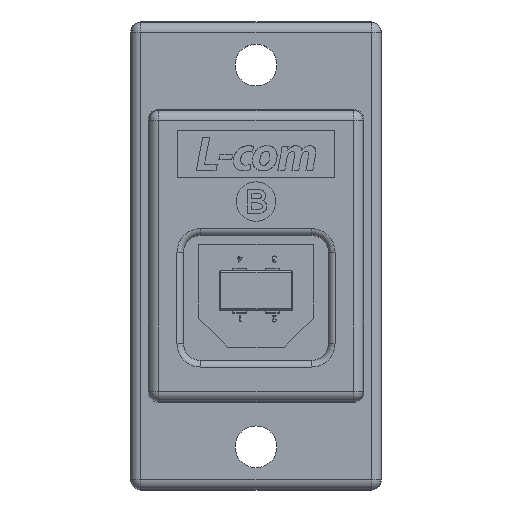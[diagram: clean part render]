
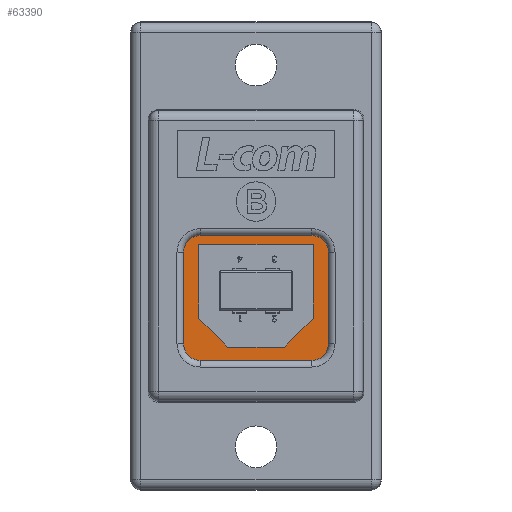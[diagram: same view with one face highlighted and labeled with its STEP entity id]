
A CAD part, top view. The second image highlights one B-rep face of the part: STEP entity #63390.
In plain terms, the highlighted planar face has unit normal (0, 0, 1).
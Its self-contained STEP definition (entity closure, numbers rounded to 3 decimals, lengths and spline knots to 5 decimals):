
#77 = VERTEX_POINT ( 'NONE', #43222 ) ;
#197 = ORIENTED_EDGE ( 'NONE', *, *, #63053, .F. ) ;
#201 = EDGE_CURVE ( 'NONE', #208, #63392, #43624, .T. ) ;
#208 = VERTEX_POINT ( 'NONE', #43714 ) ;
#43222 = CARTESIAN_POINT ( 'NONE',  ( -0.08465, 0.36614, 0.40472 ) ) ;
#43591 = DIRECTION ( 'NONE',  ( 0., -1., 0. ) ) ;
#43593 = VECTOR ( 'NONE', #43591, 39.37008 ) ;
#43616 = CARTESIAN_POINT ( 'NONE',  ( -0.17126, 0.05906, 0.40472 ) ) ;
#43624 = LINE ( 'NONE', #43616, #43593 ) ;
#43714 = CARTESIAN_POINT ( 'NONE',  ( -0.17126, 0.27953, 0.40472 ) ) ;
#53869 = CARTESIAN_POINT ( 'NONE',  ( 0.08465, 0.36614, 0.40472 ) ) ;
#53880 = LINE ( 'NONE', #53869, #53904 ) ;
#53904 = VECTOR ( 'NONE', #54375, 39.37008 ) ;
#54375 = DIRECTION ( 'NONE',  ( -0.707, 0.707, 0. ) ) ;
#55884 = CARTESIAN_POINT ( 'NONE',  ( 0.17126, 0.05906, 0.40472 ) ) ;
#55935 = VECTOR ( 'NONE', #56030, 39.37008 ) ;
#55936 = CARTESIAN_POINT ( 'NONE',  ( -0.08465, 0.36614, 0.40472 ) ) ;
#56023 = DIRECTION ( 'NONE',  ( -0.707, -0.707, 0. ) ) ;
#56024 = VECTOR ( 'NONE', #56023, 39.37008 ) ;
#56025 = CARTESIAN_POINT ( 'NONE',  ( -0.17126, 0.27953, 0.40472 ) ) ;
#56027 = LINE ( 'NONE', #56025, #56024 ) ;
#56030 = DIRECTION ( 'NONE',  ( -1., 0., 0. ) ) ;
#56034 = LINE ( 'NONE', #55936, #55935 ) ;
#56227 = AXIS2_PLACEMENT_3D ( 'NONE', #56247, #56245, #56352 ) ;
#56231 = PLANE ( 'NONE',  #56227 ) ;
#56234 = FACE_OUTER_BOUND ( 'NONE', #62984, .T. ) ;
#56238 = FACE_BOUND ( 'NONE', #62967, .T. ) ;
#56245 = DIRECTION ( 'NONE',  ( 0., 0., -1. ) ) ;
#56247 = CARTESIAN_POINT ( 'NONE',  ( -0.23701, 0.43307, 0.40472 ) ) ;
#56279 = CARTESIAN_POINT ( 'NONE',  ( 0.17126, 0.27953, 0.40472 ) ) ;
#56283 = CARTESIAN_POINT ( 'NONE',  ( -0.17126, 0.05906, 0.40472 ) ) ;
#56334 = VECTOR ( 'NONE', #56338, 39.37008 ) ;
#56338 = DIRECTION ( 'NONE',  ( 0., 1., 0. ) ) ;
#56340 = CARTESIAN_POINT ( 'NONE',  ( 0.17126, 0.27953, 0.40472 ) ) ;
#56350 = LINE ( 'NONE', #56340, #56334 ) ;
#56351 = CARTESIAN_POINT ( 'NONE',  ( 0.08465, 0.36614, 0.40472 ) ) ;
#56352 = DIRECTION ( 'NONE',  ( -1., 0., 0. ) ) ;
#57941 = CARTESIAN_POINT ( 'NONE',  ( -0.23701, 0., 0.40472 ) ) ;
#57947 = LINE ( 'NONE', #57989, #57988 ) ;
#57987 = DIRECTION ( 'NONE',  ( 1., 0., 0. ) ) ;
#57988 = VECTOR ( 'NONE', #57987, 39.37008 ) ;
#57989 = CARTESIAN_POINT ( 'NONE',  ( -0.23701, 0., 0.40472 ) ) ;
#58211 = CARTESIAN_POINT ( 'NONE',  ( 0.23701, 0., 0.40472 ) ) ;
#60548 = DIRECTION ( 'NONE',  ( -1., 0., 0. ) ) ;
#60549 = VECTOR ( 'NONE', #60548, 39.37008 ) ;
#60550 = CARTESIAN_POINT ( 'NONE',  ( -0.23701, 0.43307, 0.40472 ) ) ;
#60551 = LINE ( 'NONE', #60550, #60549 ) ;
#60644 = CARTESIAN_POINT ( 'NONE',  ( 0.23701, 0.43307, 0.40472 ) ) ;
#60667 = DIRECTION ( 'NONE',  ( 1., 0., 0. ) ) ;
#60668 = VECTOR ( 'NONE', #60667, 39.37008 ) ;
#60681 = LINE ( 'NONE', #60695, #60668 ) ;
#60695 = CARTESIAN_POINT ( 'NONE',  ( 0.17126, 0.05906, 0.40472 ) ) ;
#60738 = DIRECTION ( 'NONE',  ( 0., -1., 0. ) ) ;
#60739 = VECTOR ( 'NONE', #60738, 39.37008 ) ;
#60740 = CARTESIAN_POINT ( 'NONE',  ( -0.23701, 0., 0.40472 ) ) ;
#60741 = CARTESIAN_POINT ( 'NONE',  ( -0.23701, 0.43307, 0.40472 ) ) ;
#60750 = LINE ( 'NONE', #60740, #60739 ) ;
#60825 = LINE ( 'NONE', #60884, #60883 ) ;
#60882 = DIRECTION ( 'NONE',  ( 0., 1., 0. ) ) ;
#60883 = VECTOR ( 'NONE', #60882, 39.37008 ) ;
#60884 = CARTESIAN_POINT ( 'NONE',  ( 0.23701, 0., 0.40472 ) ) ;
#62967 = EDGE_LOOP ( 'NONE', ( #65431, #63388, #63060, #63045, #197, #62980 ) ) ;
#62976 = VERTEX_POINT ( 'NONE', #55884 ) ;
#62979 = ORIENTED_EDGE ( 'NONE', *, *, #64099, .T. ) ;
#62980 = ORIENTED_EDGE ( 'NONE', *, *, #62981, .F. ) ;
#62981 = EDGE_CURVE ( 'NONE', #63391, #63394, #53880, .T. ) ;
#62984 = EDGE_LOOP ( 'NONE', ( #62986, #62979, #63080, #63139 ) ) ;
#62986 = ORIENTED_EDGE ( 'NONE', *, *, #65479, .T. ) ;
#63045 = ORIENTED_EDGE ( 'NONE', *, *, #63055, .F. ) ;
#63053 = EDGE_CURVE ( 'NONE', #63394, #77, #56034, .T. ) ;
#63055 = EDGE_CURVE ( 'NONE', #77, #208, #56027, .T. ) ;
#63060 = ORIENTED_EDGE ( 'NONE', *, *, #201, .F. ) ;
#63080 = ORIENTED_EDGE ( 'NONE', *, *, #65522, .T. ) ;
#63139 = ORIENTED_EDGE ( 'NONE', *, *, #65397, .T. ) ;
#63388 = ORIENTED_EDGE ( 'NONE', *, *, #65445, .F. ) ;
#63390 = ADVANCED_FACE ( 'NONE', ( #56238, #56234 ), #56231, .F. ) ;
#63391 = VERTEX_POINT ( 'NONE', #56279 ) ;
#63392 = VERTEX_POINT ( 'NONE', #56283 ) ;
#63394 = VERTEX_POINT ( 'NONE', #56351 ) ;
#63395 = EDGE_CURVE ( 'NONE', #62976, #63391, #56350, .T. ) ;
#64099 = EDGE_CURVE ( 'NONE', #64102, #64249, #57947, .T. ) ;
#64102 = VERTEX_POINT ( 'NONE', #57941 ) ;
#64249 = VERTEX_POINT ( 'NONE', #58211 ) ;
#65397 = EDGE_CURVE ( 'NONE', #65428, #65480, #60551, .T. ) ;
#65428 = VERTEX_POINT ( 'NONE', #60644 ) ;
#65431 = ORIENTED_EDGE ( 'NONE', *, *, #63395, .F. ) ;
#65445 = EDGE_CURVE ( 'NONE', #63392, #62976, #60681, .T. ) ;
#65479 = EDGE_CURVE ( 'NONE', #65480, #64102, #60750, .T. ) ;
#65480 = VERTEX_POINT ( 'NONE', #60741 ) ;
#65522 = EDGE_CURVE ( 'NONE', #64249, #65428, #60825, .T. ) ;
